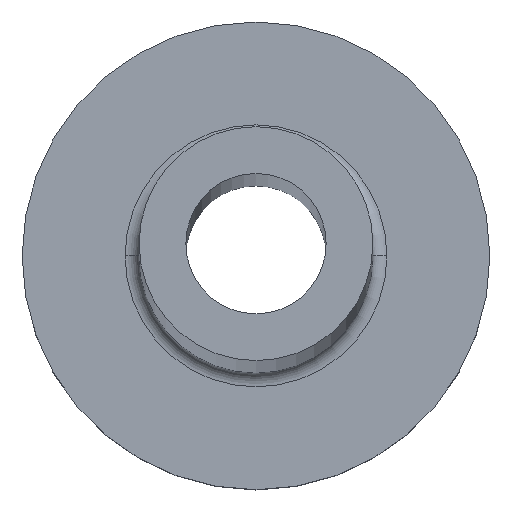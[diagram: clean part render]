
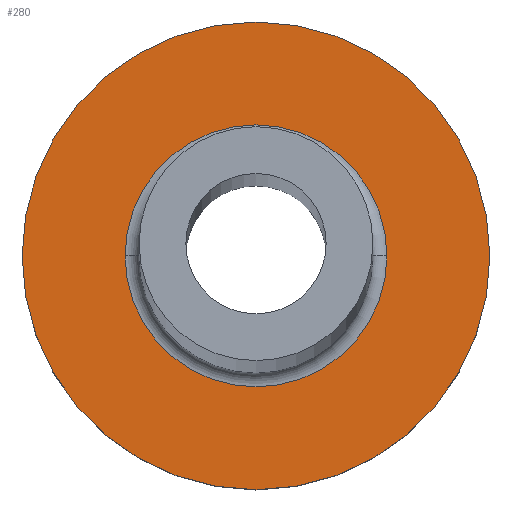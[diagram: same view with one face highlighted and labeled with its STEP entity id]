
A CAD part, top view. The second image highlights one B-rep face of the part: STEP entity #280.
In plain terms, the highlighted planar face has unit normal (0, 0, 1).
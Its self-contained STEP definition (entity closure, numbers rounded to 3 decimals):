
#5 = CIRCLE ( 'NONE', #122, 2.8 ) ;
#6 = DIRECTION ( 'NONE',  ( 0., 0., -1. ) ) ;
#7 = CARTESIAN_POINT ( 'NONE',  ( 5., 0., 3. ) ) ;
#17 = AXIS2_PLACEMENT_3D ( 'NONE', #296, #323, #61 ) ;
#19 = ORIENTED_EDGE ( 'NONE', *, *, #108, .T. ) ;
#38 = CARTESIAN_POINT ( 'NONE',  ( 0., 0., 3. ) ) ;
#61 = DIRECTION ( 'NONE',  ( 1., 0., 0. ) ) ;
#65 = DIRECTION ( 'NONE',  ( 1., 0., 0. ) ) ;
#96 = DIRECTION ( 'NONE',  ( 0., 0., 1. ) ) ;
#103 = VERTEX_POINT ( 'NONE', #316 ) ;
#108 = EDGE_CURVE ( 'NONE', #304, #103, #178, .T. ) ;
#122 = AXIS2_PLACEMENT_3D ( 'NONE', #38, #134, #313 ) ;
#124 = FACE_BOUND ( 'NONE', #307, .T. ) ;
#126 = CARTESIAN_POINT ( 'NONE',  ( 2.8, 0., 3. ) ) ;
#134 = DIRECTION ( 'NONE',  ( 0., 0., -1. ) ) ;
#138 = VERTEX_POINT ( 'NONE', #311 ) ;
#178 = CIRCLE ( 'NONE', #283, 5. ) ;
#187 = CARTESIAN_POINT ( 'NONE',  ( 0., 0., 3. ) ) ;
#188 = ORIENTED_EDGE ( 'NONE', *, *, #256, .T. ) ;
#201 = CARTESIAN_POINT ( 'NONE',  ( 0., 0., 3. ) ) ;
#213 = DIRECTION ( 'NONE',  ( 1., 0., 0. ) ) ;
#215 = AXIS2_PLACEMENT_3D ( 'NONE', #264, #6, #65 ) ;
#217 = EDGE_CURVE ( 'NONE', #103, #304, #299, .T. ) ;
#234 = FACE_OUTER_BOUND ( 'NONE', #368, .T. ) ;
#239 = PLANE ( 'NONE',  #259 ) ;
#256 = EDGE_CURVE ( 'NONE', #138, #310, #378, .T. ) ;
#259 = AXIS2_PLACEMENT_3D ( 'NONE', #187, #96, #213 ) ;
#264 = CARTESIAN_POINT ( 'NONE',  ( 0., 0., 3. ) ) ;
#280 = ADVANCED_FACE ( 'NONE', ( #124, #234 ), #239, .T. ) ;
#283 = AXIS2_PLACEMENT_3D ( 'NONE', #201, #288, #340 ) ;
#288 = DIRECTION ( 'NONE',  ( 0., 0., 1. ) ) ;
#296 = CARTESIAN_POINT ( 'NONE',  ( 0., 0., 3. ) ) ;
#299 = CIRCLE ( 'NONE', #17, 5. ) ;
#304 = VERTEX_POINT ( 'NONE', #7 ) ;
#307 = EDGE_LOOP ( 'NONE', ( #336, #188 ) ) ;
#310 = VERTEX_POINT ( 'NONE', #126 ) ;
#311 = CARTESIAN_POINT ( 'NONE',  ( -2.8, 0., 3. ) ) ;
#313 = DIRECTION ( 'NONE',  ( 1., 0., 0. ) ) ;
#316 = CARTESIAN_POINT ( 'NONE',  ( -5., 0., 3. ) ) ;
#323 = DIRECTION ( 'NONE',  ( 0., 0., 1. ) ) ;
#336 = ORIENTED_EDGE ( 'NONE', *, *, #360, .T. ) ;
#340 = DIRECTION ( 'NONE',  ( 1., 0., 0. ) ) ;
#360 = EDGE_CURVE ( 'NONE', #310, #138, #5, .T. ) ;
#363 = ORIENTED_EDGE ( 'NONE', *, *, #217, .T. ) ;
#368 = EDGE_LOOP ( 'NONE', ( #363, #19 ) ) ;
#378 = CIRCLE ( 'NONE', #215, 2.8 ) ;
